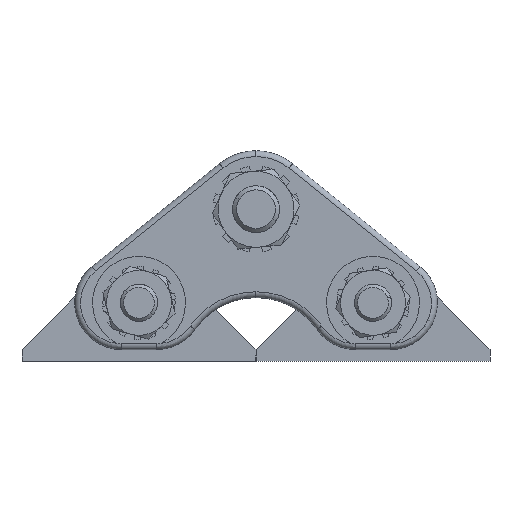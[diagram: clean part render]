
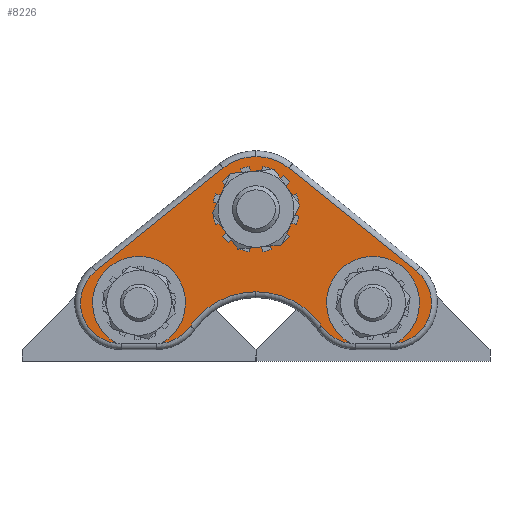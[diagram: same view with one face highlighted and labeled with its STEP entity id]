
A CAD part, front view. The second image highlights one B-rep face of the part: STEP entity #8226.
In plain terms, the highlighted planar face has unit normal (0, -1, 0).
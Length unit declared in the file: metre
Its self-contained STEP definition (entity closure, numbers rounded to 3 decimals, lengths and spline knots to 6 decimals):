
#145 = PLANE ( 'NONE',  #286 ) ;
#193 = VERTEX_POINT ( 'NONE', #8024 ) ;
#256 = CARTESIAN_POINT ( 'NONE',  ( 0.005654, 0., 0.023002 ) ) ;
#286 = AXIS2_PLACEMENT_3D ( 'NONE', #9253, #10102, #5889 ) ;
#312 = CIRCLE ( 'NONE', #2271, 0.004 ) ;
#370 = VERTEX_POINT ( 'NONE', #5507 ) ;
#389 = DIRECTION ( 'NONE',  ( 0., -1., 0. ) ) ;
#447 = CARTESIAN_POINT ( 'NONE',  ( 0.027397, 0., 0.005446 ) ) ;
#517 = EDGE_CURVE ( 'NONE', #1761, #6232, #6787, .T. ) ;
#548 = ORIENTED_EDGE ( 'NONE', *, *, #517, .F. ) ;
#642 = AXIS2_PLACEMENT_3D ( 'NONE', #5132, #5483, #5407 ) ;
#675 = VECTOR ( 'NONE', #9185, 1. ) ;
#690 = CARTESIAN_POINT ( 'NONE',  ( -0.005654, 0., 0.023002 ) ) ;
#703 = ORIENTED_EDGE ( 'NONE', *, *, #9198, .T. ) ;
#716 = AXIS2_PLACEMENT_3D ( 'NONE', #1594, #8489, #4120 ) ;
#911 = LINE ( 'NONE', #3861, #675 ) ;
#1124 = CARTESIAN_POINT ( 'NONE',  ( 0., 0., 0.012 ) ) ;
#1131 = CIRCLE ( 'NONE', #4877, 0.004 ) ;
#1408 = ORIENTED_EDGE ( 'NONE', *, *, #1684, .T. ) ;
#1594 = CARTESIAN_POINT ( 'NONE',  ( -0.017, 0., 0. ) ) ;
#1620 = DIRECTION ( 'NONE',  ( 0., 0., 1. ) ) ;
#1623 = EDGE_CURVE ( 'NONE', #9331, #2790, #2238, .T. ) ;
#1660 = CARTESIAN_POINT ( 'NONE',  ( 0., 0., -0.011811 ) ) ;
#1684 = EDGE_CURVE ( 'NONE', #1761, #9385, #1989, .T. ) ;
#1760 = EDGE_CURVE ( 'NONE', #10029, #3997, #3800, .T. ) ;
#1761 = VERTEX_POINT ( 'NONE', #8425 ) ;
#1989 = CIRCLE ( 'NONE', #642, 0.007 ) ;
#2002 = DIRECTION ( 'NONE',  ( 0., 1., 0. ) ) ;
#2238 = CIRCLE ( 'NONE', #9464, 0.0137 ) ;
#2271 = AXIS2_PLACEMENT_3D ( 'NONE', #4222, #8445, #7566 ) ;
#2309 = DIRECTION ( 'NONE',  ( 0., 0., 1. ) ) ;
#2377 = DIRECTION ( 'NONE',  ( 0., 0., 1. ) ) ;
#2391 = FACE_OUTER_BOUND ( 'NONE', #9597, .T. ) ;
#2452 = CARTESIAN_POINT ( 'NONE',  ( 0., 0., 0.016 ) ) ;
#2459 = AXIS2_PLACEMENT_3D ( 'NONE', #5202, #8578, #3685 ) ;
#2484 = DIRECTION ( 'NONE',  ( 0., 0., 1. ) ) ;
#2507 = DIRECTION ( 'NONE',  ( 0., -1., 0. ) ) ;
#2546 = CARTESIAN_POINT ( 'NONE',  ( 0.017, 0., 0. ) ) ;
#2614 = CIRCLE ( 'NONE', #716, 0.007 ) ;
#2702 = AXIS2_PLACEMENT_3D ( 'NONE', #2452, #4772, #2484 ) ;
#2790 = VERTEX_POINT ( 'NONE', #7422 ) ;
#2822 = EDGE_LOOP ( 'NONE', ( #9207, #703, #4826 ) ) ;
#2843 = EDGE_CURVE ( 'NONE', #9385, #8461, #911, .T. ) ;
#2899 = CARTESIAN_POINT ( 'NONE',  ( -0.023841, 0., -0.006949 ) ) ;
#3007 = DIRECTION ( 'NONE',  ( 0., 0., 1. ) ) ;
#3027 = ORIENTED_EDGE ( 'NONE', *, *, #1760, .T. ) ;
#3113 = ORIENTED_EDGE ( 'NONE', *, *, #7574, .T. ) ;
#3218 = CIRCLE ( 'NONE', #2459, 0.0137 ) ;
#3466 = CARTESIAN_POINT ( 'NONE',  ( -0.023, 0., 0. ) ) ;
#3484 = ORIENTED_EDGE ( 'NONE', *, *, #4039, .T. ) ;
#3588 = CIRCLE ( 'NONE', #8424, 0.009 ) ;
#3640 = CIRCLE ( 'NONE', #8750, 0.004 ) ;
#3665 = DIRECTION ( 'NONE',  ( -0.778, 0., -0.628 ) ) ;
#3685 = DIRECTION ( 'NONE',  ( 0., 0., 1. ) ) ;
#3761 = EDGE_CURVE ( 'NONE', #2790, #8426, #3218, .T. ) ;
#3800 = CIRCLE ( 'NONE', #2702, 0.009 ) ;
#3814 = AXIS2_PLACEMENT_3D ( 'NONE', #5082, #4488, #4610 ) ;
#3861 = CARTESIAN_POINT ( 'NONE',  ( -0.000449, 0., 0.02793 ) ) ;
#3912 = EDGE_CURVE ( 'NONE', #8426, #6232, #6183, .T. ) ;
#3997 = VERTEX_POINT ( 'NONE', #690 ) ;
#4037 = CARTESIAN_POINT ( 'NONE',  ( 0.011251, 0., -0.003994 ) ) ;
#4039 = EDGE_CURVE ( 'NONE', #8461, #10029, #3588, .T. ) ;
#4088 = VERTEX_POINT ( 'NONE', #4864 ) ;
#4120 = DIRECTION ( 'NONE',  ( 0., 0., 1. ) ) ;
#4200 = EDGE_CURVE ( 'NONE', #4088, #9331, #2614, .T. ) ;
#4222 = CARTESIAN_POINT ( 'NONE',  ( 0., 0., 0.016 ) ) ;
#4241 = EDGE_CURVE ( 'NONE', #5524, #9644, #312, .T. ) ;
#4488 = DIRECTION ( 'NONE',  ( 0., -1., 0. ) ) ;
#4514 = CARTESIAN_POINT ( 'NONE',  ( 0.003804, 0., 0.017236 ) ) ;
#4582 = LINE ( 'NONE', #10184, #7003 ) ;
#4595 = VERTEX_POINT ( 'NONE', #2899 ) ;
#4596 = DIRECTION ( 'NONE',  ( 0., -1., 0. ) ) ;
#4610 = DIRECTION ( 'NONE',  ( 0., 0., 1. ) ) ;
#4772 = DIRECTION ( 'NONE',  ( 0., -1., 0. ) ) ;
#4826 = ORIENTED_EDGE ( 'NONE', *, *, #7533, .T. ) ;
#4864 = CARTESIAN_POINT ( 'NONE',  ( -0.016159, 0., -0.006949 ) ) ;
#4877 = AXIS2_PLACEMENT_3D ( 'NONE', #5049, #5417, #5577 ) ;
#5049 = CARTESIAN_POINT ( 'NONE',  ( 0., 0., 0.016 ) ) ;
#5082 = CARTESIAN_POINT ( 'NONE',  ( 0.02, 0., 0. ) ) ;
#5132 = CARTESIAN_POINT ( 'NONE',  ( 0.023, 0., 0. ) ) ;
#5202 = CARTESIAN_POINT ( 'NONE',  ( 0., 0., -0.011811 ) ) ;
#5293 = CARTESIAN_POINT ( 'NONE',  ( -0.02, 0., 0. ) ) ;
#5407 = DIRECTION ( 'NONE',  ( 0., 0., 1. ) ) ;
#5417 = DIRECTION ( 'NONE',  ( 0., 1., 0. ) ) ;
#5483 = DIRECTION ( 'NONE',  ( 0., -1., 0. ) ) ;
#5507 = CARTESIAN_POINT ( 'NONE',  ( -0.027397, 0., 0.005446 ) ) ;
#5524 = VERTEX_POINT ( 'NONE', #4514 ) ;
#5567 = AXIS2_PLACEMENT_3D ( 'NONE', #2546, #2507, #2377 ) ;
#5577 = DIRECTION ( 'NONE',  ( 0., 0., 1. ) ) ;
#5700 = ORIENTED_EDGE ( 'NONE', *, *, #3912, .T. ) ;
#5731 = ORIENTED_EDGE ( 'NONE', *, *, #5739, .T. ) ;
#5739 = EDGE_CURVE ( 'NONE', #3997, #370, #4582, .T. ) ;
#5882 = ORIENTED_EDGE ( 'NONE', *, *, #8316, .F. ) ;
#5889 = DIRECTION ( 'NONE',  ( 0., 0., 1. ) ) ;
#6183 = CIRCLE ( 'NONE', #5567, 0.007 ) ;
#6232 = VERTEX_POINT ( 'NONE', #8918 ) ;
#6417 = ORIENTED_EDGE ( 'NONE', *, *, #3761, .T. ) ;
#6642 = ORIENTED_EDGE ( 'NONE', *, *, #1623, .T. ) ;
#6787 = CIRCLE ( 'NONE', #3814, 0.00794 ) ;
#7003 = VECTOR ( 'NONE', #3665, 1. ) ;
#7167 = AXIS2_PLACEMENT_3D ( 'NONE', #5293, #4596, #10137 ) ;
#7382 = CIRCLE ( 'NONE', #7167, 0.00794 ) ;
#7422 = CARTESIAN_POINT ( 'NONE',  ( 0., 0., 0.001889 ) ) ;
#7533 = EDGE_CURVE ( 'NONE', #193, #5524, #1131, .T. ) ;
#7566 = DIRECTION ( 'NONE',  ( 0., 0., 1. ) ) ;
#7574 = EDGE_CURVE ( 'NONE', #370, #4595, #8937, .T. ) ;
#7812 = CARTESIAN_POINT ( 'NONE',  ( 0., 0., 0.025 ) ) ;
#7850 = CARTESIAN_POINT ( 'NONE',  ( 0., 0., 0.016 ) ) ;
#8024 = CARTESIAN_POINT ( 'NONE',  ( -0.003804, 0., 0.014764 ) ) ;
#8137 = CARTESIAN_POINT ( 'NONE',  ( -0.011251, 0., -0.003994 ) ) ;
#8226 = ADVANCED_FACE ( 'NONE', ( #9254, #2391 ), #145, .F. ) ;
#8256 = DIRECTION ( 'NONE',  ( 0., -1., 0. ) ) ;
#8316 = EDGE_CURVE ( 'NONE', #4088, #4595, #7382, .T. ) ;
#8424 = AXIS2_PLACEMENT_3D ( 'NONE', #8552, #389, #9635 ) ;
#8425 = CARTESIAN_POINT ( 'NONE',  ( 0.023841, 0., -0.006949 ) ) ;
#8426 = VERTEX_POINT ( 'NONE', #4037 ) ;
#8445 = DIRECTION ( 'NONE',  ( 0., 1., 0. ) ) ;
#8461 = VERTEX_POINT ( 'NONE', #256 ) ;
#8489 = DIRECTION ( 'NONE',  ( 0., -1., 0. ) ) ;
#8552 = CARTESIAN_POINT ( 'NONE',  ( 0., 0., 0.016 ) ) ;
#8578 = DIRECTION ( 'NONE',  ( 0., 1., 0. ) ) ;
#8750 = AXIS2_PLACEMENT_3D ( 'NONE', #7850, #10036, #3007 ) ;
#8918 = CARTESIAN_POINT ( 'NONE',  ( 0.016159, 0., -0.006949 ) ) ;
#8937 = CIRCLE ( 'NONE', #9368, 0.007 ) ;
#9176 = ORIENTED_EDGE ( 'NONE', *, *, #4200, .T. ) ;
#9185 = DIRECTION ( 'NONE',  ( -0.778, 0., 0.628 ) ) ;
#9198 = EDGE_CURVE ( 'NONE', #9644, #193, #3640, .T. ) ;
#9207 = ORIENTED_EDGE ( 'NONE', *, *, #4241, .T. ) ;
#9253 = CARTESIAN_POINT ( 'NONE',  ( -0.023, 0., 0. ) ) ;
#9254 = FACE_BOUND ( 'NONE', #2822, .T. ) ;
#9331 = VERTEX_POINT ( 'NONE', #8137 ) ;
#9368 = AXIS2_PLACEMENT_3D ( 'NONE', #3466, #8256, #1620 ) ;
#9385 = VERTEX_POINT ( 'NONE', #447 ) ;
#9424 = ORIENTED_EDGE ( 'NONE', *, *, #2843, .T. ) ;
#9464 = AXIS2_PLACEMENT_3D ( 'NONE', #1660, #2002, #2309 ) ;
#9597 = EDGE_LOOP ( 'NONE', ( #548, #1408, #9424, #3484, #3027, #5731, #3113, #5882, #9176, #6642, #6417, #5700 ) ) ;
#9635 = DIRECTION ( 'NONE',  ( 0., 0., 1. ) ) ;
#9644 = VERTEX_POINT ( 'NONE', #1124 ) ;
#10029 = VERTEX_POINT ( 'NONE', #7812 ) ;
#10036 = DIRECTION ( 'NONE',  ( 0., 1., 0. ) ) ;
#10102 = DIRECTION ( 'NONE',  ( 0., 1., 0. ) ) ;
#10137 = DIRECTION ( 'NONE',  ( 0., 0., 1. ) ) ;
#10184 = CARTESIAN_POINT ( 'NONE',  ( -0.027397, 0., 0.005446 ) ) ;
